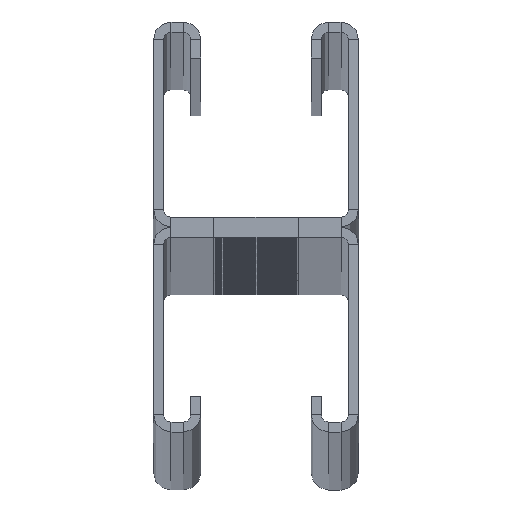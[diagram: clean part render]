
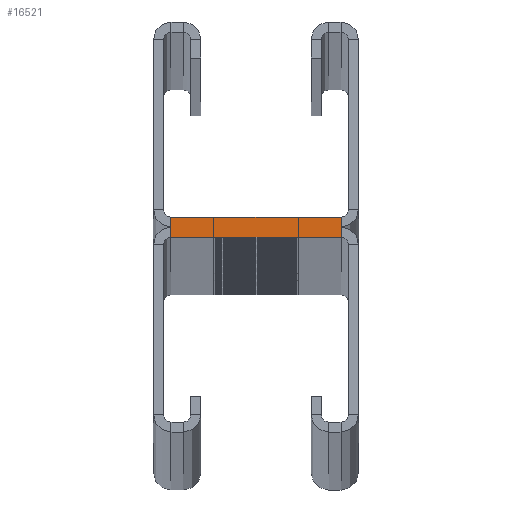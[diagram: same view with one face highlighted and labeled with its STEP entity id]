
A CAD part, top view. The second image highlights one B-rep face of the part: STEP entity #16521.
In plain terms, the highlighted planar face has unit normal (0, 0, 1).
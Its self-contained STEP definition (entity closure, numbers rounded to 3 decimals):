
#544=CARTESIAN_POINT('',(-17.,-20.5,6640.0));
#545=VERTEX_POINT('',#544);
#594=CARTESIAN_POINT('',(-17.,-22.5,6640.));
#595=VERTEX_POINT('',#594);
#603=CARTESIAN_POINT('',(-17.,-22.5,6640.));
#604=DIRECTION('',(0.0,1.0,0.0));
#605=VECTOR('',#604,2.0);
#606=LINE('',#603,#605);
#607=EDGE_CURVE('',#595,#545,#606,.T.);
#651=CARTESIAN_POINT('',(17.,-22.5,6640.));
#652=VERTEX_POINT('',#651);
#659=CARTESIAN_POINT('',(-17.,-22.5,6640.));
#660=DIRECTION('',(1.0,0.0,0.0));
#661=VECTOR('',#660,34.);
#662=LINE('',#659,#661);
#663=EDGE_CURVE('',#595,#652,#662,.T.);
#4609=CARTESIAN_POINT('',(17.,-20.5,6640.0));
#4610=VERTEX_POINT('',#4609);
#4663=CARTESIAN_POINT('',(17.,-22.5,6640.));
#4664=DIRECTION('',(0.0,1.0,0.0));
#4665=VECTOR('',#4664,2.0);
#4666=LINE('',#4663,#4665);
#4667=EDGE_CURVE('',#652,#4610,#4666,.T.);
#15558=CARTESIAN_POINT('',(17.,-18.5,6640.0));
#15559=VERTEX_POINT('',#15558);
#15567=CARTESIAN_POINT('',(17.,-18.5,6640.0));
#15568=DIRECTION('',(0.0,-1.0,0.0));
#15569=VECTOR('',#15568,2.);
#15570=LINE('',#15567,#15569);
#15571=EDGE_CURVE('',#15559,#4610,#15570,.T.);
#15615=CARTESIAN_POINT('',(-17.,-18.5,6640.0));
#15616=VERTEX_POINT('',#15615);
#15623=CARTESIAN_POINT('',(17.,-18.5,6640.0));
#15624=DIRECTION('',(-1.0,0.0,0.0));
#15625=VECTOR('',#15624,34.);
#15626=LINE('',#15623,#15625);
#15627=EDGE_CURVE('',#15559,#15616,#15626,.T.);
#16483=CARTESIAN_POINT('',(-17.,-18.5,6640.0));
#16484=DIRECTION('',(0.0,-1.0,0.0));
#16485=VECTOR('',#16484,2.0);
#16486=LINE('',#16483,#16485);
#16487=EDGE_CURVE('',#15616,#545,#16486,.T.);
#16508=CARTESIAN_POINT('',(-64.715,-20.5,6640.0));
#16509=DIRECTION('',(0.0,0.0,1.0));
#16510=DIRECTION('',(0.0,-1.0,0.0));
#16511=AXIS2_PLACEMENT_3D('',#16508,#16509,#16510);
#16512=PLANE('',#16511);
#16513=ORIENTED_EDGE('',*,*,#15571,.F.);
#16514=ORIENTED_EDGE('',*,*,#15627,.T.);
#16515=ORIENTED_EDGE('',*,*,#16487,.T.);
#16516=ORIENTED_EDGE('',*,*,#607,.F.);
#16517=ORIENTED_EDGE('',*,*,#663,.T.);
#16518=ORIENTED_EDGE('',*,*,#4667,.T.);
#16519=EDGE_LOOP('',(#16513,#16514,#16515,#16516,#16517,#16518));
#16520=FACE_OUTER_BOUND('',#16519,.T.);
#16521=ADVANCED_FACE('',(#16520),#16512,.T.);
